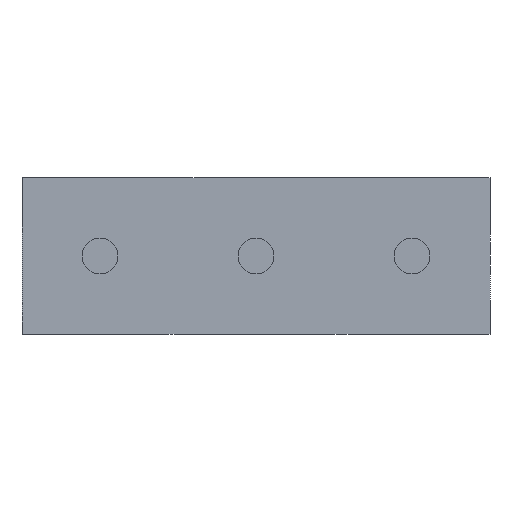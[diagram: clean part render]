
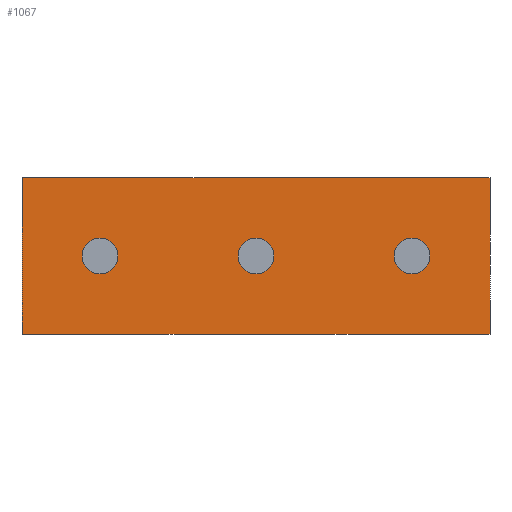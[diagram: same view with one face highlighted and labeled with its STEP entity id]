
A CAD part, front view. The second image highlights one B-rep face of the part: STEP entity #1067.
In plain terms, the highlighted planar face has unit normal (0, -1, 0).
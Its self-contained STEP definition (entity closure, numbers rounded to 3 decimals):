
#135=CARTESIAN_POINT('',(148.971,25.462,20.));
#136=VERTEX_POINT('',#135);
#194=CARTESIAN_POINT('',(118.971,25.462,20.));
#195=VERTEX_POINT('',#194);
#202=CARTESIAN_POINT('',(148.971,25.462,20.));
#203=DIRECTION('',(-1.,-0.,0.));
#204=VECTOR('',#203,30.);
#205=LINE('',#202,#204);
#206=EDGE_CURVE('',#136,#195,#205,.T.);
#743=CARTESIAN_POINT('',(148.971,25.462,10.));
#744=VERTEX_POINT('',#743);
#751=CARTESIAN_POINT('',(118.971,25.462,10.));
#752=VERTEX_POINT('',#751);
#753=CARTESIAN_POINT('',(118.971,25.462,10.));
#754=DIRECTION('',(1.,0.,-0.));
#755=VECTOR('',#754,30.);
#756=LINE('',#753,#755);
#757=EDGE_CURVE('',#752,#744,#756,.T.);
#904=CARTESIAN_POINT('',(118.971,25.462,20.));
#905=DIRECTION('',(0.,0.,-1.));
#906=VECTOR('',#905,10.);
#907=LINE('',#904,#906);
#908=EDGE_CURVE('',#195,#752,#907,.T.);
#986=CARTESIAN_POINT('',(148.971,25.462,10.));
#987=DIRECTION('',(-0.,-0.,1.));
#988=VECTOR('',#987,10.);
#989=LINE('',#986,#988);
#990=EDGE_CURVE('',#744,#136,#989,.T.);
#996=CARTESIAN_POINT('',(-1130.,25.462,-1.5));
#997=DIRECTION('',(0.,-1.,0.));
#998=DIRECTION('',(0.,0.,-1.));
#999=AXIS2_PLACEMENT_3D('',#996,#997,#998);
#1000=PLANE('',#999);
#1001=CARTESIAN_POINT('',(125.121,25.462,15.));
#1002=VERTEX_POINT('',#1001);
#1003=CARTESIAN_POINT('',(123.971,25.462,13.85));
#1004=VERTEX_POINT('',#1003);
#1005=CARTESIAN_POINT('',(123.971,25.462,15.));
#1006=DIRECTION('',(0.,-1.,0.));
#1007=DIRECTION('',(0.,0.,-1.));
#1008=AXIS2_PLACEMENT_3D('',#1005,#1006,#1007);
#1009=CIRCLE('',#1008,1.15);
#1010=EDGE_CURVE('',#1002,#1004,#1009,.T.);
#1011=ORIENTED_EDGE('',*,*,#1010,.F.);
#1012=CARTESIAN_POINT('',(123.971,25.462,15.));
#1013=DIRECTION('',(0.,-1.,0.));
#1014=DIRECTION('',(0.,0.,-1.));
#1015=AXIS2_PLACEMENT_3D('',#1012,#1013,#1014);
#1016=CIRCLE('',#1015,1.15);
#1017=EDGE_CURVE('',#1004,#1002,#1016,.T.);
#1018=ORIENTED_EDGE('',*,*,#1017,.F.);
#1019=EDGE_LOOP('',(#1011,#1018));
#1020=FACE_BOUND('',#1019,.T.);
#1021=CARTESIAN_POINT('',(135.121,25.462,15.));
#1022=VERTEX_POINT('',#1021);
#1023=CARTESIAN_POINT('',(133.971,25.462,13.85));
#1024=VERTEX_POINT('',#1023);
#1025=CARTESIAN_POINT('',(133.971,25.462,15.));
#1026=DIRECTION('',(0.,-1.,0.));
#1027=DIRECTION('',(0.,0.,-1.));
#1028=AXIS2_PLACEMENT_3D('',#1025,#1026,#1027);
#1029=CIRCLE('',#1028,1.15);
#1030=EDGE_CURVE('',#1022,#1024,#1029,.T.);
#1031=ORIENTED_EDGE('',*,*,#1030,.F.);
#1032=CARTESIAN_POINT('',(133.971,25.462,15.));
#1033=DIRECTION('',(0.,-1.,0.));
#1034=DIRECTION('',(0.,0.,-1.));
#1035=AXIS2_PLACEMENT_3D('',#1032,#1033,#1034);
#1036=CIRCLE('',#1035,1.15);
#1037=EDGE_CURVE('',#1024,#1022,#1036,.T.);
#1038=ORIENTED_EDGE('',*,*,#1037,.F.);
#1039=EDGE_LOOP('',(#1031,#1038));
#1040=FACE_BOUND('',#1039,.T.);
#1041=CARTESIAN_POINT('',(145.121,25.462,15.));
#1042=VERTEX_POINT('',#1041);
#1043=CARTESIAN_POINT('',(143.971,25.462,13.85));
#1044=VERTEX_POINT('',#1043);
#1045=CARTESIAN_POINT('',(143.971,25.462,15.));
#1046=DIRECTION('',(0.,-1.,0.));
#1047=DIRECTION('',(0.,0.,-1.));
#1048=AXIS2_PLACEMENT_3D('',#1045,#1046,#1047);
#1049=CIRCLE('',#1048,1.15);
#1050=EDGE_CURVE('',#1042,#1044,#1049,.T.);
#1051=ORIENTED_EDGE('',*,*,#1050,.F.);
#1052=CARTESIAN_POINT('',(143.971,25.462,15.));
#1053=DIRECTION('',(0.,-1.,0.));
#1054=DIRECTION('',(0.,0.,-1.));
#1055=AXIS2_PLACEMENT_3D('',#1052,#1053,#1054);
#1056=CIRCLE('',#1055,1.15);
#1057=EDGE_CURVE('',#1044,#1042,#1056,.T.);
#1058=ORIENTED_EDGE('',*,*,#1057,.F.);
#1059=EDGE_LOOP('',(#1051,#1058));
#1060=FACE_BOUND('',#1059,.T.);
#1061=ORIENTED_EDGE('',*,*,#206,.T.);
#1062=ORIENTED_EDGE('',*,*,#908,.T.);
#1063=ORIENTED_EDGE('',*,*,#757,.T.);
#1064=ORIENTED_EDGE('',*,*,#990,.T.);
#1065=EDGE_LOOP('',(#1061,#1062,#1063,#1064));
#1066=FACE_BOUND('',#1065,.T.);
#1067=ADVANCED_FACE('',(#1020,#1040,#1060,#1066),#1000,.T.);
